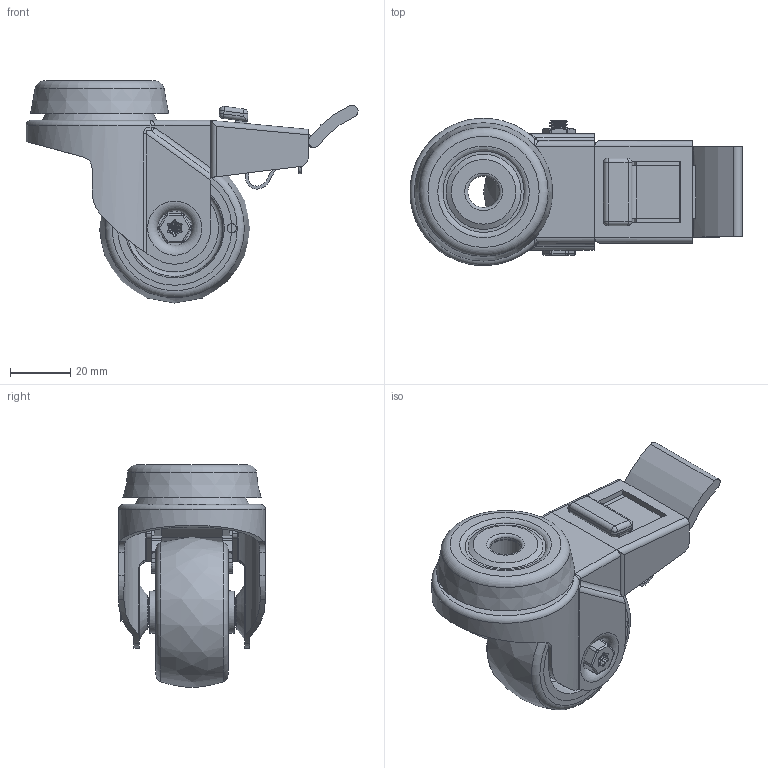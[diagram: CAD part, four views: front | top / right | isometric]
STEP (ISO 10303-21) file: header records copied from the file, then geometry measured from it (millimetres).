
FILE_DESCRIPTION(/* description */ (''),/* implementation_level */ '2;1');
FILE_NAME(/* name */ 'SSRA50GRECBH10SWB.step',/* time_stamp */ '2025-05-28T14:47:18+01:00',/* author */ (''),/* organization */ (''),/* preprocessor_version */ 'ST-DEVELOPER v20.1',/* originating_system */ 'Autodesk Translation Framework v14.10.0.0',/* authorisation */ '');
FILE_SCHEMA (('AUTOMOTIVE_DESIGN { 1 0 10303 214 3 1 1 }'));
Length unit declared in the file: millimetre
Products named in the file (18): SSRA50GRECBH10SWB; SSRA50ASBH10SWB v1; STAINLESS STEEL FORKS; STAINLESS STEEL BRAKE; NYLON BRAKE PEDAL; BRAKE PAD; STAINLESS STEEL HEAD; BZL50WGREC v1; ELECTRICALLY CONDUCTIVE POLYURETHANE TYRE; POLYPROPYLENE RIM; POLYPROPYLENE RIM Geometry; SPOT; TUBEM8X30SS v1; STAINLESS STEEL TUBE; BOLTSSRA/6MM v2; STAINLESS STEEL AXLE BOLT; NM6GR8HALFA2 v1; STAINLESS STEEL LOCKING NUT
Assembly tree (17 placements, depth 4):
  SSRA50GRECBH10SWB
    SSRA50ASBH10SWB v1
      STAINLESS STEEL FORKS
      STAINLESS STEEL BRAKE
      NYLON BRAKE PEDAL
      BRAKE PAD
      STAINLESS STEEL HEAD
    BZL50WGREC v1
      ELECTRICALLY CONDUCTIVE POLYURETHANE TYRE
      POLYPROPYLENE RIM
        POLYPROPYLENE RIM Geometry
        SPOT
    TUBEM8X30SS v1
      STAINLESS STEEL TUBE
    BOLTSSRA/6MM v2
      STAINLESS STEEL AXLE BOLT
    NM6GR8HALFA2 v1
      STAINLESS STEEL LOCKING NUT
Bounding box: 110.48 x 48.99 x 73.93 mm (x, y, z)
Volume: 62169.2 mm3; surface area: 53041.4 mm2
Topology: 11 solids, 11 shells, 449 faces, 1109 edges, 695 vertices
Faces by surface type: cylinder 176, plane 144, bspline 55, torus 36, cone 30, sphere 8
Full cylindrical faces by diameter (mm): 3 x1, 4.744 x2, 5.884 x4, 6 x2, 6.2 x1, 6.5 x1, 7.9 x1, 8 x1, 8.2 x2, 10.5 x1, 10.561 x1, 14.761 x1, 18 x1, 38 x2, 39 x1
Entity records: 26540 total; most frequent: CARTESIAN_POINT 15524, DIRECTION 2260, ORIENTED_EDGE 2202, EDGE_CURVE 1101, AXIS2_PLACEMENT_3D 911, VERTEX_POINT 695, EDGE_LOOP 488, FACE_OUTER_BOUND 449
